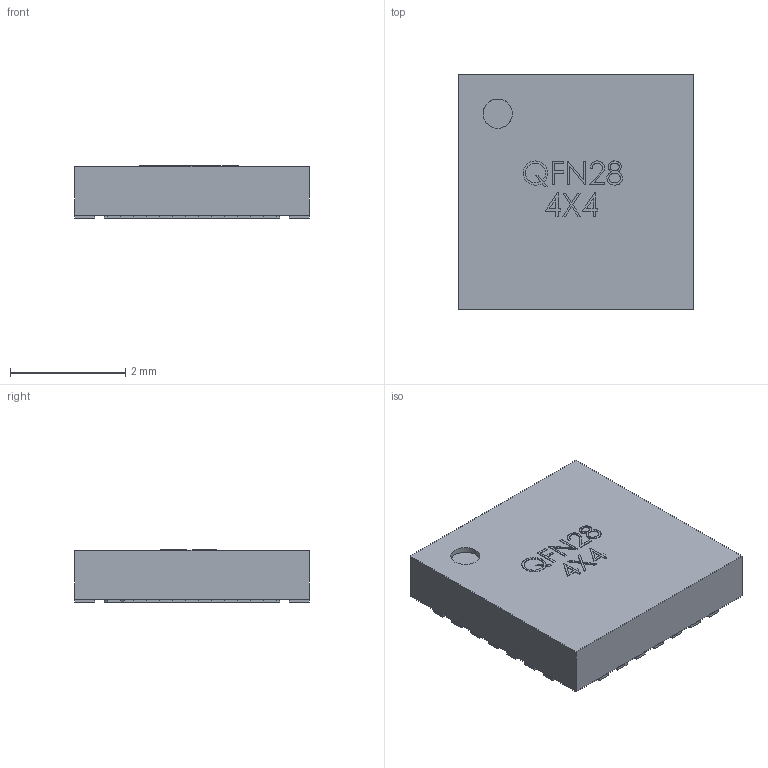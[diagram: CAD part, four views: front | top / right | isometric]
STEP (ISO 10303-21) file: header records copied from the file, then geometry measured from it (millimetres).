
FILE_DESCRIPTION (( 'STEP AP214' ), '1' );
FILE_NAME ('QFN28-4X4.SLDPRT.STEP', '2025-09-16T11:32:05', ( '' ), ( '' ), 'SwSTEP 2.0', 'SolidWorks 2022', '' );
FILE_SCHEMA (( 'AUTOMOTIVE_DESIGN' ));
Length unit declared in the file: millimetre
Products named in the file (1): QFN28-4X4.SLDPRT
Bounding box: 4.08 x 4.08 x 0.91 mm (x, y, z)
Surface area: 72.9 mm2 (no closed solid volume)
Topology: 0 solids, 31 shells, 301 faces, 680 edges, 454 vertices
Faces by surface type: plane 266, bspline 33, cylinder 2
Entity records: 13746 total; most frequent: CARTESIAN_POINT 3609, ORIENTED_EDGE 1358, DIRECTION 1154, EDGE_CURVE 680, VECTOR 608, LINE 608, VERTEX_POINT 454, UNCERTAINTY_MEASURE_WITH_UNIT 333
